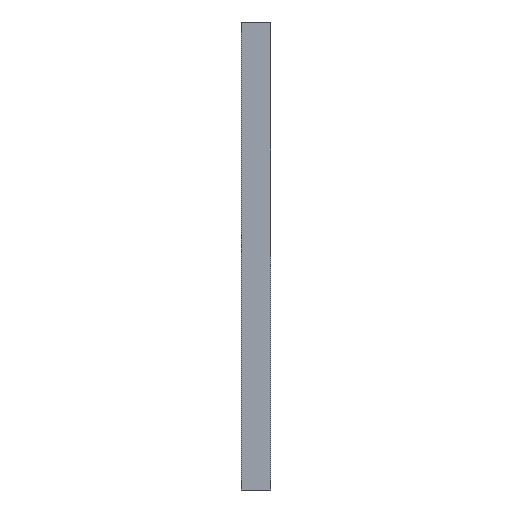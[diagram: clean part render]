
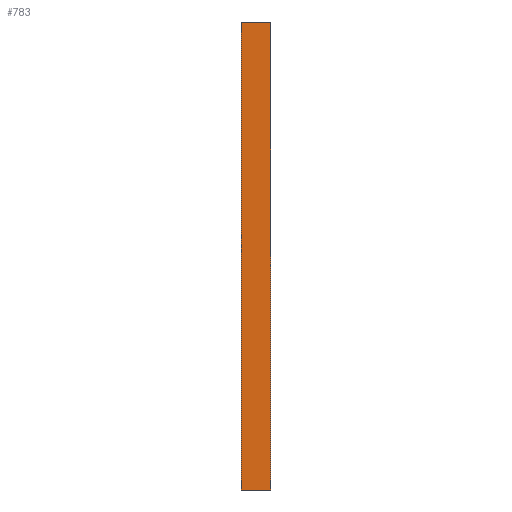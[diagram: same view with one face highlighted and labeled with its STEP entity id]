
A CAD part, left-side view. The second image highlights one B-rep face of the part: STEP entity #783.
In plain terms, the highlighted planar face has unit normal (-1, 0, 0).
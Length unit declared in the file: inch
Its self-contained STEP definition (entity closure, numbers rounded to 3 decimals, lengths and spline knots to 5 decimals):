
#24 = DIRECTION ( 'NONE',  ( 0., -1., 0. ) ) ;
#50 = ORIENTED_EDGE ( 'NONE', *, *, #700, .F. ) ;
#55 = FACE_OUTER_BOUND ( 'NONE', #452, .T. ) ;
#67 = VERTEX_POINT ( 'NONE', #192 ) ;
#74 = VECTOR ( 'NONE', #703, 39.37008 ) ;
#132 = EDGE_CURVE ( 'NONE', #397, #67, #496, .T. ) ;
#145 = VERTEX_POINT ( 'NONE', #238 ) ;
#149 = AXIS2_PLACEMENT_3D ( 'NONE', #246, #502, #510 ) ;
#192 = CARTESIAN_POINT ( 'NONE',  ( -2.5, 0., 2. ) ) ;
#194 = VERTEX_POINT ( 'NONE', #583 ) ;
#223 = CARTESIAN_POINT ( 'NONE',  ( -2.5, 0.25, -2. ) ) ;
#233 = LINE ( 'NONE', #675, #801 ) ;
#238 = CARTESIAN_POINT ( 'NONE',  ( -2.5, 0., -2. ) ) ;
#246 = CARTESIAN_POINT ( 'NONE',  ( -2.5, 0.25, -2. ) ) ;
#333 = ORIENTED_EDGE ( 'NONE', *, *, #517, .T. ) ;
#356 = EDGE_CURVE ( 'NONE', #194, #145, #233, .T. ) ;
#397 = VERTEX_POINT ( 'NONE', #408 ) ;
#408 = CARTESIAN_POINT ( 'NONE',  ( -2.5, 0.25, 2. ) ) ;
#446 = VECTOR ( 'NONE', #808, 39.37008 ) ;
#452 = EDGE_LOOP ( 'NONE', ( #333, #717, #50, #707 ) ) ;
#496 = LINE ( 'NONE', #635, #74 ) ;
#498 = DIRECTION ( 'NONE',  ( 0., 0., 1. ) ) ;
#502 = DIRECTION ( 'NONE',  ( 1., 0., 0. ) ) ;
#510 = DIRECTION ( 'NONE',  ( 0., 0., -1. ) ) ;
#517 = EDGE_CURVE ( 'NONE', #145, #67, #686, .T. ) ;
#543 = LINE ( 'NONE', #223, #588 ) ;
#583 = CARTESIAN_POINT ( 'NONE',  ( -2.5, 0.25, -2. ) ) ;
#588 = VECTOR ( 'NONE', #498, 39.37008 ) ;
#635 = CARTESIAN_POINT ( 'NONE',  ( -2.5, 0.25, 2. ) ) ;
#675 = CARTESIAN_POINT ( 'NONE',  ( -2.5, 0.25, -2. ) ) ;
#686 = LINE ( 'NONE', #690, #446 ) ;
#690 = CARTESIAN_POINT ( 'NONE',  ( -2.5, 0., -2. ) ) ;
#700 = EDGE_CURVE ( 'NONE', #194, #397, #543, .T. ) ;
#703 = DIRECTION ( 'NONE',  ( 0., -1., 0. ) ) ;
#707 = ORIENTED_EDGE ( 'NONE', *, *, #356, .T. ) ;
#717 = ORIENTED_EDGE ( 'NONE', *, *, #132, .F. ) ;
#783 = ADVANCED_FACE ( 'NONE', ( #55 ), #831, .F. ) ;
#801 = VECTOR ( 'NONE', #24, 39.37008 ) ;
#808 = DIRECTION ( 'NONE',  ( 0., 0., 1. ) ) ;
#831 = PLANE ( 'NONE',  #149 ) ;
